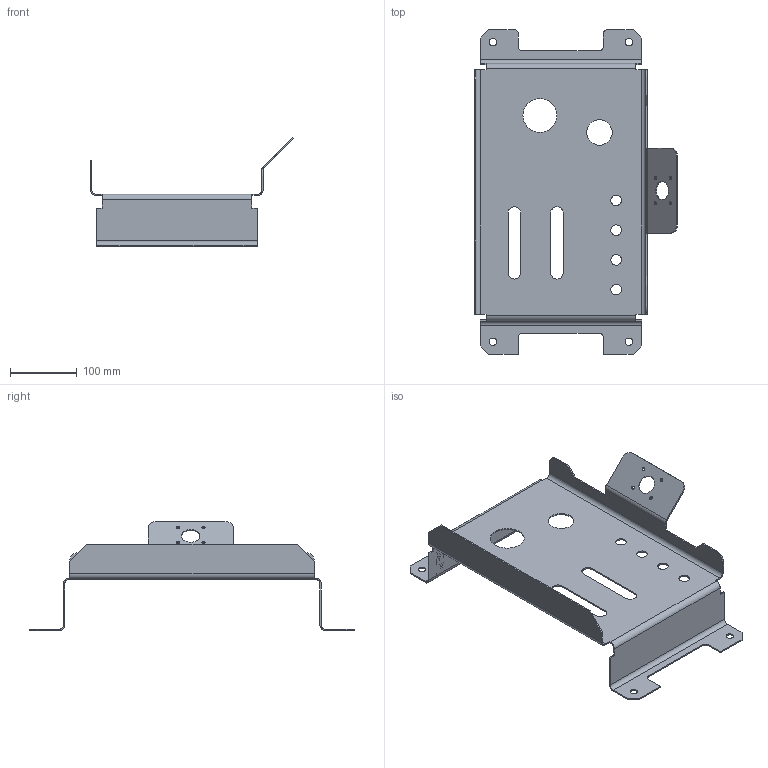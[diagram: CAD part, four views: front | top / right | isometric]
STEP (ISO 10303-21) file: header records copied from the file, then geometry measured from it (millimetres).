
FILE_DESCRIPTION(('CTC-03 geometry with PMI representation and/or presentation','from the NIST MBE PMI Validation and Conformance Testing Project','https://go.usa.gov/mGVm'),'2;1');
FILE_NAME('nist_ctc_03_asme1_ap242-e1.stp','2019-08-16T15:21:44+01:00',(''),(''),'','','');
FILE_SCHEMA(('AP242_MANAGED_MODEL_BASED_3D_ENGINEERING_MIM_LF {1 0 10303 442 1 1 4 }'));
Products named in the file (1): NIST PMI CTC 03 ASME1
Bounding box: 302.96 x 485.44 x 162.69 mm (x, y, z)
Volume: 331839.8 mm3; surface area: 354975.5 mm2
Topology: 1 solids, 1 shells, 156 faces, 456 edges, 304 vertices
Faces by surface type: plane 86, cylinder 70
Entity records: 17265 total; most frequent: CARTESIAN_POINT 9998, DIRECTION 924, ORIENTED_EDGE 912, POLYLINE 613, EDGE_CURVE 456, VECTOR 316, LINE 316, AXIS2_PLACEMENT_3D 304
